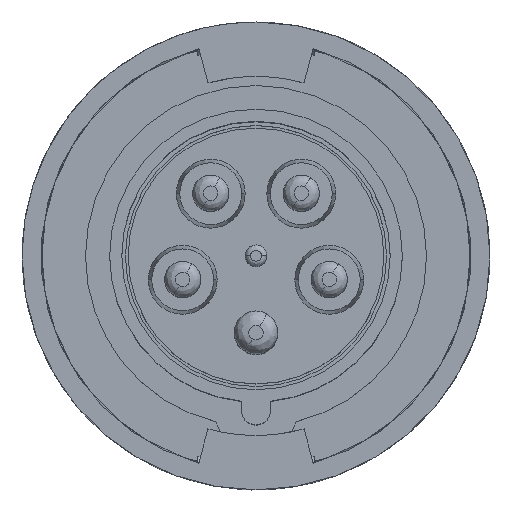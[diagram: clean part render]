
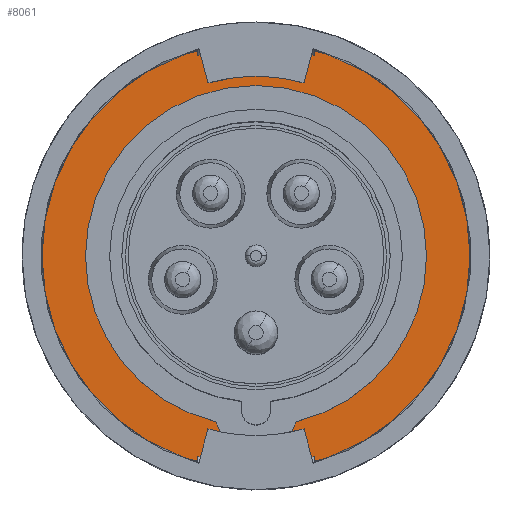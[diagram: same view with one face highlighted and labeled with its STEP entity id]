
A CAD part, top view. The second image highlights one B-rep face of the part: STEP entity #8061.
In plain terms, the highlighted face is planar.
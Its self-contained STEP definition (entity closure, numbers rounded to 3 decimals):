
#6906=DIRECTION('',(0.,1.,0.));
#6907=VECTOR('',#6906,3.001);
#6908=CARTESIAN_POINT('',(-75.,-42.65,4.));
#6909=LINE('',#6908,#6907);
#6918=CARTESIAN_POINT('',(-75.,0.,0.));
#6919=DIRECTION('',(-1.,0.,0.));
#6920=DIRECTION('',(0.,0.,1.));
#6921=AXIS2_PLACEMENT_3D('',#6918,#6919,#6920);
#6923=CARTESIAN_POINT('',(-75.,0.,0.));
#6924=DIRECTION('',(-1.,0.,0.));
#6925=DIRECTION('',(0.,0.,-1.));
#6926=AXIS2_PLACEMENT_3D('',#6923,#6924,#6925);
#6928=CARTESIAN_POINT('',(-75.,0.,0.));
#6929=DIRECTION('',(1.,0.,0.));
#6930=DIRECTION('',(0.,-0.995,-0.1));
#6931=AXIS2_PLACEMENT_3D('',#6928,#6929,#6930);
#6933=CARTESIAN_POINT('',(-75.,0.,0.));
#6934=DIRECTION('',(1.,0.,0.));
#6935=DIRECTION('',(0.,0.,-1.));
#6936=AXIS2_PLACEMENT_3D('',#6933,#6934,#6935);
#6938=CARTESIAN_POINT('',(-75.,0.,0.));
#6939=DIRECTION('',(1.,0.,0.));
#6940=DIRECTION('',(0.,0.995,0.1));
#6941=AXIS2_PLACEMENT_3D('',#6938,#6939,#6940);
#6943=CARTESIAN_POINT('',(-75.,0.,0.));
#6944=DIRECTION('',(1.,0.,0.));
#6945=DIRECTION('',(0.,0.,1.));
#6946=AXIS2_PLACEMENT_3D('',#6943,#6944,#6945);
#6948=CARTESIAN_POINT('',(-75.,-42.65,0.));
#6949=DIRECTION('',(1.,0.,0.));
#6950=DIRECTION('',(0.,0.,1.));
#6951=AXIS2_PLACEMENT_3D('',#6948,#6949,#6950);
#7613=DIRECTION('',(0.,-1.,0.));
#7614=VECTOR('',#7613,3.001);
#7615=CARTESIAN_POINT('',(-75.,-39.649,-4.));
#7616=LINE('',#7615,#7614);
#7717=CARTESIAN_POINT('',(-75.,-42.65,4.));
#7718=CARTESIAN_POINT('',(-75.,-39.649,4.));
#7719=VERTEX_POINT('',#7717);
#7720=VERTEX_POINT('',#7718);
#7723=CARTESIAN_POINT('',(-75.,0.,59.));
#7724=CARTESIAN_POINT('',(-75.,0.,-59.));
#7725=VERTEX_POINT('',#7723);
#7726=VERTEX_POINT('',#7724);
#7727=CARTESIAN_POINT('',(-75.,-39.649,-4.));
#7728=CARTESIAN_POINT('',(-75.,-42.65,-4.));
#7729=VERTEX_POINT('',#7727);
#7730=VERTEX_POINT('',#7728);
#7731=CARTESIAN_POINT('',(-75.,0.,-39.85));
#7732=VERTEX_POINT('',#7731);
#7733=CARTESIAN_POINT('',(-75.,39.649,4.));
#7734=VERTEX_POINT('',#7733);
#7735=CARTESIAN_POINT('',(-75.,0.,39.85));
#7736=VERTEX_POINT('',#7735);
#8035=CARTESIAN_POINT('',(-75.,0.,0.));
#8036=DIRECTION('',(-1.,0.,0.));
#8037=DIRECTION('',(0.,0.,-1.));
#8038=AXIS2_PLACEMENT_3D('',#8035,#8036,#8037);
#8039=PLANE('',#8038);
#8041=ORIENTED_EDGE('',*,*,#8040,.T.);
#8043=ORIENTED_EDGE('',*,*,#8042,.T.);
#8044=EDGE_LOOP('',(#8041,#8043));
#8045=FACE_OUTER_BOUND('',#8044,.F.);
#8047=ORIENTED_EDGE('',*,*,#8046,.F.);
#8049=ORIENTED_EDGE('',*,*,#8048,.T.);
#8051=ORIENTED_EDGE('',*,*,#8050,.T.);
#8053=ORIENTED_EDGE('',*,*,#8052,.T.);
#8055=ORIENTED_EDGE('',*,*,#8054,.T.);
#8056=ORIENTED_EDGE('',*,*,#8022,.F.);
#8058=ORIENTED_EDGE('',*,*,#8057,.T.);
#8059=EDGE_LOOP('',(#8047,#8049,#8051,#8053,#8055,#8056,#8058));
#8060=FACE_BOUND('',#8059,.F.);
#8061=ADVANCED_FACE('',(#8045,#8060),#8039,.F.);
#6922=CIRCLE('',#6921,59.);
#6927=CIRCLE('',#6926,59.);
#6932=CIRCLE('',#6931,39.85);
#6937=CIRCLE('',#6936,39.85);
#6942=CIRCLE('',#6941,39.85);
#6947=CIRCLE('',#6946,39.85);
#6952=CIRCLE('',#6951,4.);
#8022=EDGE_CURVE('',#7719,#7720,#6909,.T.);
#8040=EDGE_CURVE('',#7725,#7726,#6922,.T.);
#8042=EDGE_CURVE('',#7726,#7725,#6927,.T.);
#8046=EDGE_CURVE('',#7729,#7730,#7616,.T.);
#8048=EDGE_CURVE('',#7729,#7732,#6932,.T.);
#8050=EDGE_CURVE('',#7732,#7734,#6937,.T.);
#8052=EDGE_CURVE('',#7734,#7736,#6942,.T.);
#8054=EDGE_CURVE('',#7736,#7720,#6947,.T.);
#8057=EDGE_CURVE('',#7719,#7730,#6952,.T.);
